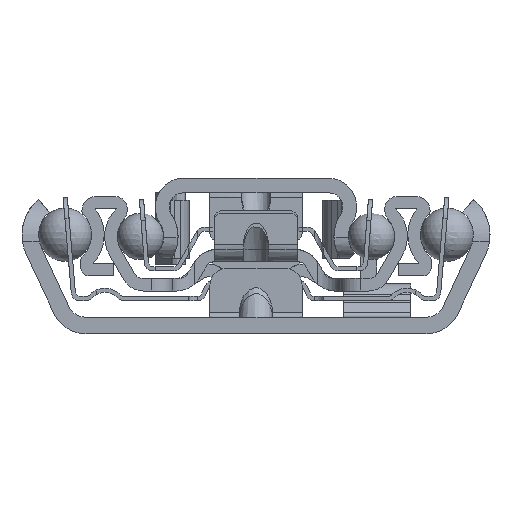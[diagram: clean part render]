
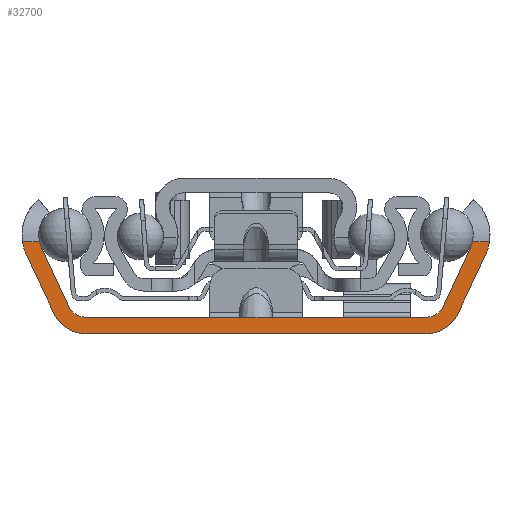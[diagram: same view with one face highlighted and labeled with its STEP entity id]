
A CAD part, left-side view. The second image highlights one B-rep face of the part: STEP entity #32700.
In plain terms, the highlighted planar face has unit normal (-1, 0, 0).
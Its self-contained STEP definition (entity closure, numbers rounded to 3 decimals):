
#852=PLANE('',#34918);
#1826=FACE_OUTER_BOUND('',#3544,.T.);
#3544=EDGE_LOOP('',(#22681,#22682,#22683,#22684,#22685,#22686,#22687,#22688,
#22689,#22690,#22691,#22692,#22693,#22694,#22695,#22696));
#5318=LINE('',#48389,#8420);
#5364=LINE('',#48819,#8466);
#5442=LINE('',#49768,#8544);
#5443=LINE('',#49783,#8545);
#5513=LINE('',#50084,#8615);
#5515=LINE('',#50091,#8617);
#5518=LINE('',#50100,#8620);
#5520=LINE('',#50107,#8622);
#8420=VECTOR('',#38263,10.);
#8466=VECTOR('',#38489,10.);
#8544=VECTOR('',#38817,10.);
#8545=VECTOR('',#38822,10.);
#8615=VECTOR('',#39052,10.);
#8617=VECTOR('',#39060,10.);
#8620=VECTOR('',#39073,10.);
#8622=VECTOR('',#39081,10.);
#11574=CIRCLE('',#34810,5.475);
#11583=CIRCLE('',#34821,3.5);
#11600=CIRCLE('',#34903,4.25);
#11601=CIRCLE('',#34906,3.5);
#11602=CIRCLE('',#34909,2.);
#11603=CIRCLE('',#34911,2.);
#11604=CIRCLE('',#34914,5.475);
#11605=CIRCLE('',#34917,4.25);
#13198=VERTEX_POINT('',#48387);
#13199=VERTEX_POINT('',#48388);
#13312=VERTEX_POINT('',#48817);
#13313=VERTEX_POINT('',#48818);
#13427=VERTEX_POINT('',#49699);
#13428=VERTEX_POINT('',#49712);
#13438=VERTEX_POINT('',#49739);
#13439=VERTEX_POINT('',#49750);
#13440=VERTEX_POINT('',#49754);
#13442=VERTEX_POINT('',#49771);
#13492=VERTEX_POINT('',#50080);
#13493=VERTEX_POINT('',#50086);
#13494=VERTEX_POINT('',#50090);
#13495=VERTEX_POINT('',#50096);
#13496=VERTEX_POINT('',#50102);
#13497=VERTEX_POINT('',#50106);
#16609=EDGE_CURVE('',#13198,#13199,#5318,.T.);
#16743=EDGE_CURVE('',#13312,#13313,#5364,.T.);
#16921=EDGE_CURVE('',#13427,#13428,#11574,.T.);
#16937=EDGE_CURVE('',#13438,#13439,#11583,.T.);
#16940=EDGE_CURVE('',#13440,#13438,#5442,.T.);
#16943=EDGE_CURVE('',#13442,#13427,#5443,.T.);
#17047=EDGE_CURVE('',#13492,#13198,#11600,.T.);
#17049=EDGE_CURVE('',#13428,#13492,#5513,.T.);
#17051=EDGE_CURVE('',#13493,#13442,#11601,.T.);
#17052=EDGE_CURVE('',#13494,#13493,#5515,.T.);
#17054=EDGE_CURVE('',#13313,#13494,#11602,.T.);
#17055=EDGE_CURVE('',#13495,#13312,#11603,.T.);
#17057=EDGE_CURVE('',#13439,#13495,#5518,.T.);
#17059=EDGE_CURVE('',#13496,#13440,#11604,.T.);
#17060=EDGE_CURVE('',#13497,#13496,#5520,.T.);
#17062=EDGE_CURVE('',#13199,#13497,#11605,.T.);
#22681=ORIENTED_EDGE('',*,*,#16943,.F.);
#22682=ORIENTED_EDGE('',*,*,#17051,.F.);
#22683=ORIENTED_EDGE('',*,*,#17052,.F.);
#22684=ORIENTED_EDGE('',*,*,#17054,.F.);
#22685=ORIENTED_EDGE('',*,*,#16743,.F.);
#22686=ORIENTED_EDGE('',*,*,#17055,.F.);
#22687=ORIENTED_EDGE('',*,*,#17057,.F.);
#22688=ORIENTED_EDGE('',*,*,#16937,.F.);
#22689=ORIENTED_EDGE('',*,*,#16940,.F.);
#22690=ORIENTED_EDGE('',*,*,#17059,.F.);
#22691=ORIENTED_EDGE('',*,*,#17060,.F.);
#22692=ORIENTED_EDGE('',*,*,#17062,.F.);
#22693=ORIENTED_EDGE('',*,*,#16609,.F.);
#22694=ORIENTED_EDGE('',*,*,#17047,.F.);
#22695=ORIENTED_EDGE('',*,*,#17049,.F.);
#22696=ORIENTED_EDGE('',*,*,#16921,.F.);
#32700=ADVANCED_FACE('',(#1826),#852,.F.);
#34810=AXIS2_PLACEMENT_3D('',#49713,#38784,#38785);
#34821=AXIS2_PLACEMENT_3D('',#49751,#38812,#38813);
#34903=AXIS2_PLACEMENT_3D('',#50081,#39047,#39048);
#34906=AXIS2_PLACEMENT_3D('',#50088,#39056,#39057);
#34909=AXIS2_PLACEMENT_3D('',#50094,#39064,#39065);
#34911=AXIS2_PLACEMENT_3D('',#50097,#39068,#39069);
#34914=AXIS2_PLACEMENT_3D('',#50104,#39077,#39078);
#34917=AXIS2_PLACEMENT_3D('',#50110,#39085,#39086);
#34918=AXIS2_PLACEMENT_3D('',#50111,#39087,#39088);
#38263=DIRECTION('',(0.,1.,0.));
#38489=DIRECTION('',(0.,-1.,0.));
#38784=DIRECTION('center_axis',(1.,0.,0.));
#38785=DIRECTION('ref_axis',(0.,-0.641,0.767));
#38812=DIRECTION('center_axis',(-1.,0.,0.));
#38813=DIRECTION('ref_axis',(0.,-0.906,0.423));
#38817=DIRECTION('',(0.,-1.,0.));
#38822=DIRECTION('',(0.,-1.,0.));
#39047=DIRECTION('center_axis',(1.,0.,0.));
#39048=DIRECTION('ref_axis',(0.,-0.906,-0.423));
#39052=DIRECTION('',(0.,0.423,-0.906));
#39056=DIRECTION('center_axis',(-1.,0.,0.));
#39057=DIRECTION('ref_axis',(0.,0.636,-0.772));
#39060=DIRECTION('',(0.,-0.423,0.906));
#39064=DIRECTION('center_axis',(-1.,0.,0.));
#39065=DIRECTION('ref_axis',(0.,0.906,0.423));
#39068=DIRECTION('center_axis',(-1.,0.,0.));
#39069=DIRECTION('ref_axis',(0.,0.,1.));
#39073=DIRECTION('',(0.,-0.423,-0.906));
#39077=DIRECTION('center_axis',(1.,0.,0.));
#39078=DIRECTION('ref_axis',(0.,0.906,-0.423));
#39081=DIRECTION('',(0.,0.423,0.906));
#39085=DIRECTION('center_axis',(1.,0.,0.));
#39086=DIRECTION('ref_axis',(0.,0.,-1.));
#39087=DIRECTION('center_axis',(1.,0.,0.));
#39088=DIRECTION('ref_axis',(0.,0.,-1.));
#48387=CARTESIAN_POINT('',(0.,-20.256,0.));
#48388=CARTESIAN_POINT('',(0.,20.256,0.));
#48389=CARTESIAN_POINT('',(0.,0.,0.));
#48817=CARTESIAN_POINT('',(0.,20.443,2.));
#48818=CARTESIAN_POINT('',(0.,-20.443,2.));
#48819=CARTESIAN_POINT('',(0.,20.443,2.));
#49699=CARTESIAN_POINT('',(0.,-27.841,11.));
#49712=CARTESIAN_POINT('',(0.,-27.387,9.486));
#49713=CARTESIAN_POINT('Origin',(0.,-22.425,11.8));
#49739=CARTESIAN_POINT('',(0.,25.832,11.));
#49750=CARTESIAN_POINT('',(0.,25.597,10.321));
#49751=CARTESIAN_POINT('Origin',(0.,22.425,11.8));
#49754=CARTESIAN_POINT('',(0.,27.841,11.));
#49768=CARTESIAN_POINT('',(0.,0.,11.));
#49771=CARTESIAN_POINT('',(0.,-25.832,11.));
#49783=CARTESIAN_POINT('',(0.,0.,11.));
#50080=CARTESIAN_POINT('',(0.,-24.108,2.454));
#50081=CARTESIAN_POINT('Origin',(0.,-20.256,4.25));
#50084=CARTESIAN_POINT('',(0.,-27.387,9.486));
#50086=CARTESIAN_POINT('',(0.,-25.597,10.321));
#50088=CARTESIAN_POINT('Origin',(0.,-22.425,11.8));
#50090=CARTESIAN_POINT('',(0.,-22.255,3.155));
#50091=CARTESIAN_POINT('',(0.,-22.255,3.155));
#50094=CARTESIAN_POINT('Origin',(0.,-20.443,4.));
#50096=CARTESIAN_POINT('',(0.,22.255,3.155));
#50097=CARTESIAN_POINT('Origin',(0.,20.443,4.));
#50100=CARTESIAN_POINT('',(0.,25.597,10.321));
#50102=CARTESIAN_POINT('',(0.,27.387,9.486));
#50104=CARTESIAN_POINT('Origin',(0.,22.425,11.8));
#50106=CARTESIAN_POINT('',(0.,24.108,2.454));
#50107=CARTESIAN_POINT('',(0.,24.108,2.454));
#50110=CARTESIAN_POINT('Origin',(0.,20.256,4.25));
#50111=CARTESIAN_POINT('Origin',(0.,0.,4.008));
